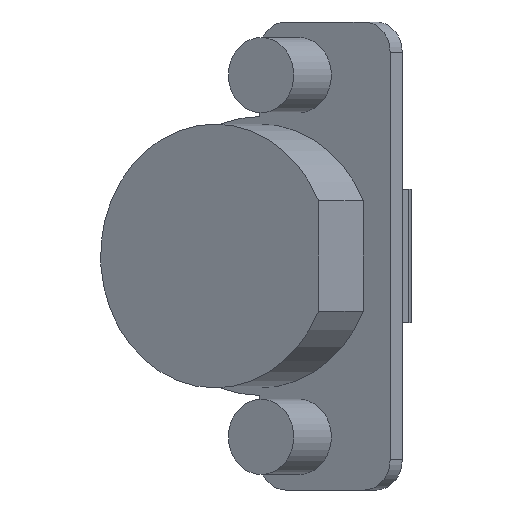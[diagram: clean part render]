
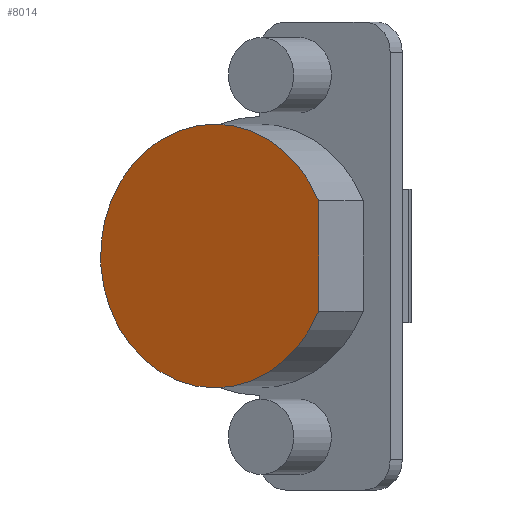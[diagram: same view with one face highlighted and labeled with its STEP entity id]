
A CAD part, front view. The second image highlights one B-rep face of the part: STEP entity #8014.
In plain terms, the highlighted planar face has unit normal (-0.5, -0.866, 0).
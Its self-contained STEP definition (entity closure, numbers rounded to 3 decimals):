
#2559=DIRECTION('',(0.,0.,-1.));
#2560=VECTOR('',#2559,14.642);
#2561=CARTESIAN_POINT('',(19.79,-25.167,7.321));
#2562=LINE('',#2561,#2560);
#2566=CARTESIAN_POINT('',(6.024,-17.219,0.));
#2567=DIRECTION('',(0.5,0.866,0.));
#2568=DIRECTION('',(0.787,-0.454,-0.418));
#2569=AXIS2_PLACEMENT_3D('',#2566,#2567,#2568);
#2574=CARTESIAN_POINT('',(6.024,-17.219,0.));
#2575=DIRECTION('',(0.5,0.866,0.));
#2576=DIRECTION('',(0.,0.,-1.));
#2577=AXIS2_PLACEMENT_3D('',#2574,#2575,#2576);
#2582=CARTESIAN_POINT('',(6.024,-17.219,0.));
#2583=DIRECTION('',(0.5,0.866,0.));
#2584=DIRECTION('',(-0.787,0.454,0.418));
#2585=AXIS2_PLACEMENT_3D('',#2582,#2583,#2584);
#2590=CARTESIAN_POINT('',(6.024,-17.219,0.));
#2591=DIRECTION('',(0.5,0.866,0.));
#2592=DIRECTION('',(0.,0.,1.));
#2593=AXIS2_PLACEMENT_3D('',#2590,#2591,#2592);
#6191=CARTESIAN_POINT('',(19.79,-25.167,7.321));
#6192=VERTEX_POINT('',#6191);
#6193=CARTESIAN_POINT('',(19.79,-25.167,
-7.321));
#6194=CARTESIAN_POINT('',(6.024,-17.219,-17.5));
#6195=VERTEX_POINT('',#6193);
#6196=VERTEX_POINT('',#6194);
#6197=CARTESIAN_POINT('',(-7.741,-9.272,
7.321));
#6198=VERTEX_POINT('',#6197);
#6199=CARTESIAN_POINT('',(6.024,-17.219,17.5));
#6200=VERTEX_POINT('',#6199);
#8002=CARTESIAN_POINT('',(6.024,-17.219,0.));
#8003=DIRECTION('',(-0.5,-0.866,0.));
#8004=DIRECTION('',(-0.866,0.5,0.));
#8005=AXIS2_PLACEMENT_3D('',#8002,#8003,#8004);
#8006=PLANE('',#8005);
#8007=ORIENTED_EDGE('',*,*,#7994,.T.);
#8008=ORIENTED_EDGE('',*,*,#7922,.T.);
#8009=ORIENTED_EDGE('',*,*,#7920,.T.);
#8010=ORIENTED_EDGE('',*,*,#7918,.T.);
#8011=ORIENTED_EDGE('',*,*,#7916,.T.);
#8012=EDGE_LOOP('',(#8007,#8008,#8009,#8010,#8011));
#8013=FACE_OUTER_BOUND('',#8012,.F.);
#2570=CIRCLE('',#2569,17.5);
#2578=CIRCLE('',#2577,17.5);
#2586=CIRCLE('',#2585,17.5);
#2594=CIRCLE('',#2593,17.5);
#7916=EDGE_CURVE('',#6200,#6192,#2594,.T.);
#7918=EDGE_CURVE('',#6198,#6200,#2586,.T.);
#7920=EDGE_CURVE('',#6196,#6198,#2578,.T.);
#7922=EDGE_CURVE('',#6195,#6196,#2570,.T.);
#7994=EDGE_CURVE('',#6192,#6195,#2562,.T.);
#8014=ADVANCED_FACE('',(#8013),#8006,.T.);
